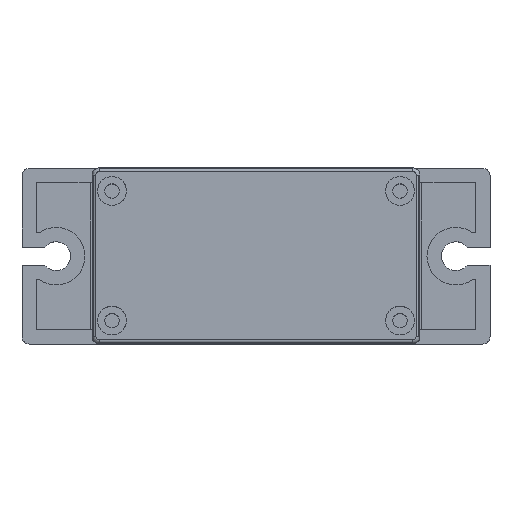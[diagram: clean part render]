
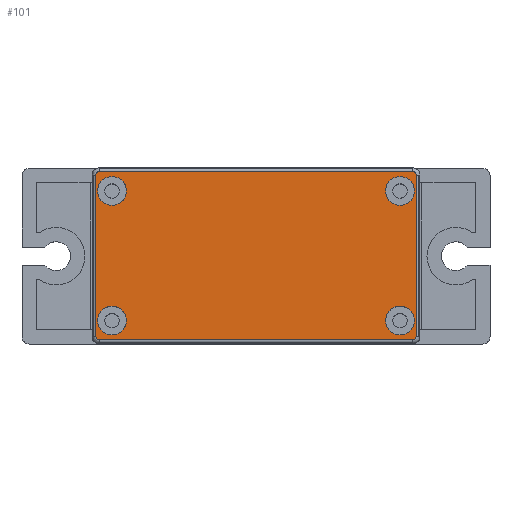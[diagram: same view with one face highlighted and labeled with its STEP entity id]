
A CAD part, top view. The second image highlights one B-rep face of the part: STEP entity #101.
In plain terms, the highlighted planar face has unit normal (0, 0, 1).
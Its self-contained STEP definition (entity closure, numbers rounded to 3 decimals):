
#101 = ADVANCED_FACE ( 'NONE', ( #10443, #979, #5176, #4150, #8355 ), #4215, .F. ) ;
#305 = DIRECTION ( 'NONE',  ( 0.707, -0.707, 0. ) ) ;
#383 = DIRECTION ( 'NONE',  ( 0., 0., -1. ) ) ;
#384 = EDGE_CURVE ( 'NONE', #9778, #5289, #2146, .T. ) ;
#541 = AXIS2_PLACEMENT_3D ( 'NONE', #10710, #3532, #8776 ) ;
#552 = CARTESIAN_POINT ( 'NONE',  ( 11.125, 5.6, 15.8 ) ) ;
#707 = DIRECTION ( 'NONE',  ( -1., 0., 0. ) ) ;
#726 = EDGE_LOOP ( 'NONE', ( #2143, #3298 ) ) ;
#878 = CARTESIAN_POINT ( 'NONE',  ( -10., 4.5, 15.8 ) ) ;
#887 = VERTEX_POINT ( 'NONE', #10863 ) ;
#979 = FACE_BOUND ( 'NONE', #1629, .T. ) ;
#1060 = VECTOR ( 'NONE', #4496, 1000. ) ;
#1294 = EDGE_CURVE ( 'NONE', #887, #7509, #10031, .T. ) ;
#1304 = EDGE_LOOP ( 'NONE', ( #7232, #12215 ) ) ;
#1406 = VERTEX_POINT ( 'NONE', #13259 ) ;
#1467 = ORIENTED_EDGE ( 'NONE', *, *, #6728, .F. ) ;
#1473 = ORIENTED_EDGE ( 'NONE', *, *, #2406, .T. ) ;
#1520 = CARTESIAN_POINT ( 'NONE',  ( -11.125, 5.6, 15.8 ) ) ;
#1629 = EDGE_LOOP ( 'NONE', ( #13314, #11444 ) ) ;
#1663 = CARTESIAN_POINT ( 'NONE',  ( 11.125, 3.05, 15.8 ) ) ;
#1796 = AXIS2_PLACEMENT_3D ( 'NONE', #9631, #6455, #2184 ) ;
#1828 = AXIS2_PLACEMENT_3D ( 'NONE', #2878, #12261, #7075 ) ;
#1917 = DIRECTION ( 'NONE',  ( -1., 0., 0. ) ) ;
#1957 = EDGE_CURVE ( 'NONE', #2430, #10633, #10946, .T. ) ;
#1982 = CARTESIAN_POINT ( 'NONE',  ( -9., 4.5, 15.8 ) ) ;
#2025 = DIRECTION ( 'NONE',  ( 0., 0., -1. ) ) ;
#2053 = EDGE_CURVE ( 'NONE', #5069, #1406, #5742, .T. ) ;
#2143 = ORIENTED_EDGE ( 'NONE', *, *, #3714, .T. ) ;
#2146 = CIRCLE ( 'NONE', #9859, 0.25 ) ;
#2176 = EDGE_CURVE ( 'NONE', #10976, #11717, #13384, .T. ) ;
#2184 = DIRECTION ( 'NONE',  ( -1., 0., 0. ) ) ;
#2210 = VECTOR ( 'NONE', #12821, 1000. ) ;
#2304 = DIRECTION ( 'NONE',  ( 0., 0., -1. ) ) ;
#2406 = EDGE_CURVE ( 'NONE', #12087, #11420, #12044, .T. ) ;
#2430 = VERTEX_POINT ( 'NONE', #5322 ) ;
#2460 = CIRCLE ( 'NONE', #1796, 1. ) ;
#2594 = EDGE_CURVE ( 'NONE', #8748, #6317, #10745, .T. ) ;
#2658 = ORIENTED_EDGE ( 'NONE', *, *, #2053, .F. ) ;
#2670 = EDGE_CURVE ( 'NONE', #12580, #5069, #6546, .T. ) ;
#2750 = CARTESIAN_POINT ( 'NONE',  ( 10.875, -5.85, 15.8 ) ) ;
#2878 = CARTESIAN_POINT ( 'NONE',  ( 0., 0., 15.8 ) ) ;
#2921 = DIRECTION ( 'NONE',  ( 0., 0., -1. ) ) ;
#3025 = AXIS2_PLACEMENT_3D ( 'NONE', #3738, #8979, #10091 ) ;
#3030 = CARTESIAN_POINT ( 'NONE',  ( -9., -4.5, 15.8 ) ) ;
#3209 = CARTESIAN_POINT ( 'NONE',  ( -11., -4.5, 15.8 ) ) ;
#3298 = ORIENTED_EDGE ( 'NONE', *, *, #2176, .T. ) ;
#3374 = EDGE_CURVE ( 'NONE', #11420, #12087, #11442, .T. ) ;
#3480 = CARTESIAN_POINT ( 'NONE',  ( -5.688, 5.85, 15.8 ) ) ;
#3532 = DIRECTION ( 'NONE',  ( 0., 0., -1. ) ) ;
#3714 = EDGE_CURVE ( 'NONE', #11717, #10976, #4378, .T. ) ;
#3738 = CARTESIAN_POINT ( 'NONE',  ( -10., -4.5, 15.8 ) ) ;
#3892 = CARTESIAN_POINT ( 'NONE',  ( 10.875, 5.6, 15.8 ) ) ;
#4150 = FACE_BOUND ( 'NONE', #726, .T. ) ;
#4215 = PLANE ( 'NONE',  #1828 ) ;
#4378 = CIRCLE ( 'NONE', #12099, 1. ) ;
#4496 = DIRECTION ( 'NONE',  ( 1., 0., 0. ) ) ;
#4866 = LINE ( 'NONE', #5006, #7648 ) ;
#4897 = CIRCLE ( 'NONE', #8197, 1. ) ;
#5006 = CARTESIAN_POINT ( 'NONE',  ( 5.688, -5.85, 15.8 ) ) ;
#5015 = DIRECTION ( 'NONE',  ( 0., 0., -1. ) ) ;
#5069 = VERTEX_POINT ( 'NONE', #6358 ) ;
#5176 = FACE_BOUND ( 'NONE', #8890, .T. ) ;
#5289 = VERTEX_POINT ( 'NONE', #2750 ) ;
#5313 = ORIENTED_EDGE ( 'NONE', *, *, #9349, .F. ) ;
#5322 = CARTESIAN_POINT ( 'NONE',  ( -11., 4.5, 15.8 ) ) ;
#5359 = EDGE_CURVE ( 'NONE', #6317, #8748, #2460, .T. ) ;
#5434 = ORIENTED_EDGE ( 'NONE', *, *, #12315, .F. ) ;
#5490 = LINE ( 'NONE', #9653, #2210 ) ;
#5543 = CARTESIAN_POINT ( 'NONE',  ( 11., 4.5, 15.8 ) ) ;
#5742 = LINE ( 'NONE', #3480, #1060 ) ;
#5756 = DIRECTION ( 'NONE',  ( 0., 0., -1. ) ) ;
#5793 = EDGE_CURVE ( 'NONE', #12691, #9778, #7668, .T. ) ;
#5891 = DIRECTION ( 'NONE',  ( 0., 0., -1. ) ) ;
#5924 = ORIENTED_EDGE ( 'NONE', *, *, #384, .F. ) ;
#5973 = AXIS2_PLACEMENT_3D ( 'NONE', #3892, #5891, #11279 ) ;
#6054 = ORIENTED_EDGE ( 'NONE', *, *, #1294, .F. ) ;
#6091 = AXIS2_PLACEMENT_3D ( 'NONE', #13624, #2025, #6231 ) ;
#6111 = CARTESIAN_POINT ( 'NONE',  ( -11.125, -5.6, 15.8 ) ) ;
#6136 = ORIENTED_EDGE ( 'NONE', *, *, #3374, .T. ) ;
#6231 = DIRECTION ( 'NONE',  ( -1., 0., 0. ) ) ;
#6317 = VERTEX_POINT ( 'NONE', #3030 ) ;
#6329 = CARTESIAN_POINT ( 'NONE',  ( 11., -4.5, 15.8 ) ) ;
#6358 = CARTESIAN_POINT ( 'NONE',  ( -10.875, 5.85, 15.8 ) ) ;
#6455 = DIRECTION ( 'NONE',  ( 0., 0., -1. ) ) ;
#6546 = CIRCLE ( 'NONE', #7868, 0.25 ) ;
#6728 = EDGE_CURVE ( 'NONE', #5289, #887, #4866, .T. ) ;
#7026 = AXIS2_PLACEMENT_3D ( 'NONE', #7497, #383, #9853 ) ;
#7075 = DIRECTION ( 'NONE',  ( -1., 0., 0. ) ) ;
#7171 = DIRECTION ( 'NONE',  ( -0.707, 0.707, 0. ) ) ;
#7232 = ORIENTED_EDGE ( 'NONE', *, *, #1957, .T. ) ;
#7358 = ORIENTED_EDGE ( 'NONE', *, *, #5793, .F. ) ;
#7469 = DIRECTION ( 'NONE',  ( 0., 0., -1. ) ) ;
#7497 = CARTESIAN_POINT ( 'NONE',  ( 10., -4.5, 15.8 ) ) ;
#7509 = VERTEX_POINT ( 'NONE', #6111 ) ;
#7648 = VECTOR ( 'NONE', #12254, 1000. ) ;
#7668 = LINE ( 'NONE', #1663, #8506 ) ;
#7741 = CIRCLE ( 'NONE', #5973, 0.25 ) ;
#7868 = AXIS2_PLACEMENT_3D ( 'NONE', #12426, #7937, #7171 ) ;
#7937 = DIRECTION ( 'NONE',  ( 0., 0., -1. ) ) ;
#8197 = AXIS2_PLACEMENT_3D ( 'NONE', #878, #5015, #1917 ) ;
#8355 = FACE_OUTER_BOUND ( 'NONE', #9146, .T. ) ;
#8506 = VECTOR ( 'NONE', #9823, 1000. ) ;
#8696 = CARTESIAN_POINT ( 'NONE',  ( 9., -4.5, 15.8 ) ) ;
#8748 = VERTEX_POINT ( 'NONE', #3209 ) ;
#8776 = DIRECTION ( 'NONE',  ( -0.707, -0.707, 0. ) ) ;
#8890 = EDGE_LOOP ( 'NONE', ( #6136, #1473 ) ) ;
#8979 = DIRECTION ( 'NONE',  ( 0., 0., -1. ) ) ;
#9146 = EDGE_LOOP ( 'NONE', ( #6054, #1467, #5924, #7358, #5434, #2658, #9444, #5313 ) ) ;
#9349 = EDGE_CURVE ( 'NONE', #7509, #12580, #5490, .T. ) ;
#9375 = CARTESIAN_POINT ( 'NONE',  ( 9., 4.5, 15.8 ) ) ;
#9444 = ORIENTED_EDGE ( 'NONE', *, *, #2670, .F. ) ;
#9631 = CARTESIAN_POINT ( 'NONE',  ( -10., -4.5, 15.8 ) ) ;
#9653 = CARTESIAN_POINT ( 'NONE',  ( -11.125, -3.05, 15.8 ) ) ;
#9778 = VERTEX_POINT ( 'NONE', #11833 ) ;
#9823 = DIRECTION ( 'NONE',  ( 0., -1., 0. ) ) ;
#9853 = DIRECTION ( 'NONE',  ( -1., 0., 0. ) ) ;
#9859 = AXIS2_PLACEMENT_3D ( 'NONE', #10878, #5756, #305 ) ;
#10031 = CIRCLE ( 'NONE', #541, 0.25 ) ;
#10091 = DIRECTION ( 'NONE',  ( -1., 0., 0. ) ) ;
#10443 = FACE_BOUND ( 'NONE', #1304, .T. ) ;
#10633 = VERTEX_POINT ( 'NONE', #1982 ) ;
#10663 = CARTESIAN_POINT ( 'NONE',  ( -10., 4.5, 15.8 ) ) ;
#10710 = CARTESIAN_POINT ( 'NONE',  ( -10.875, -5.6, 15.8 ) ) ;
#10745 = CIRCLE ( 'NONE', #3025, 1. ) ;
#10863 = CARTESIAN_POINT ( 'NONE',  ( -10.875, -5.85, 15.8 ) ) ;
#10878 = CARTESIAN_POINT ( 'NONE',  ( 10.875, -5.6, 15.8 ) ) ;
#10946 = CIRCLE ( 'NONE', #11854, 1. ) ;
#10976 = VERTEX_POINT ( 'NONE', #5543 ) ;
#11279 = DIRECTION ( 'NONE',  ( 0.707, 0.707, 0. ) ) ;
#11420 = VERTEX_POINT ( 'NONE', #8696 ) ;
#11442 = CIRCLE ( 'NONE', #7026, 1. ) ;
#11444 = ORIENTED_EDGE ( 'NONE', *, *, #5359, .T. ) ;
#11686 = DIRECTION ( 'NONE',  ( -1., 0., 0. ) ) ;
#11717 = VERTEX_POINT ( 'NONE', #9375 ) ;
#11833 = CARTESIAN_POINT ( 'NONE',  ( 11.125, -5.6, 15.8 ) ) ;
#11854 = AXIS2_PLACEMENT_3D ( 'NONE', #10663, #2304, #13641 ) ;
#12044 = CIRCLE ( 'NONE', #6091, 1. ) ;
#12087 = VERTEX_POINT ( 'NONE', #6329 ) ;
#12099 = AXIS2_PLACEMENT_3D ( 'NONE', #12720, #7469, #11686 ) ;
#12215 = ORIENTED_EDGE ( 'NONE', *, *, #13198, .T. ) ;
#12254 = DIRECTION ( 'NONE',  ( -1., 0., 0. ) ) ;
#12261 = DIRECTION ( 'NONE',  ( 0., 0., -1. ) ) ;
#12315 = EDGE_CURVE ( 'NONE', #1406, #12691, #7741, .T. ) ;
#12426 = CARTESIAN_POINT ( 'NONE',  ( -10.875, 5.6, 15.8 ) ) ;
#12580 = VERTEX_POINT ( 'NONE', #1520 ) ;
#12691 = VERTEX_POINT ( 'NONE', #552 ) ;
#12720 = CARTESIAN_POINT ( 'NONE',  ( 10., 4.5, 15.8 ) ) ;
#12721 = AXIS2_PLACEMENT_3D ( 'NONE', #13483, #2921, #707 ) ;
#12821 = DIRECTION ( 'NONE',  ( 0., 1., 0. ) ) ;
#13198 = EDGE_CURVE ( 'NONE', #10633, #2430, #4897, .T. ) ;
#13259 = CARTESIAN_POINT ( 'NONE',  ( 10.875, 5.85, 15.8 ) ) ;
#13314 = ORIENTED_EDGE ( 'NONE', *, *, #2594, .T. ) ;
#13384 = CIRCLE ( 'NONE', #12721, 1. ) ;
#13483 = CARTESIAN_POINT ( 'NONE',  ( 10., 4.5, 15.8 ) ) ;
#13624 = CARTESIAN_POINT ( 'NONE',  ( 10., -4.5, 15.8 ) ) ;
#13641 = DIRECTION ( 'NONE',  ( -1., 0., 0. ) ) ;
